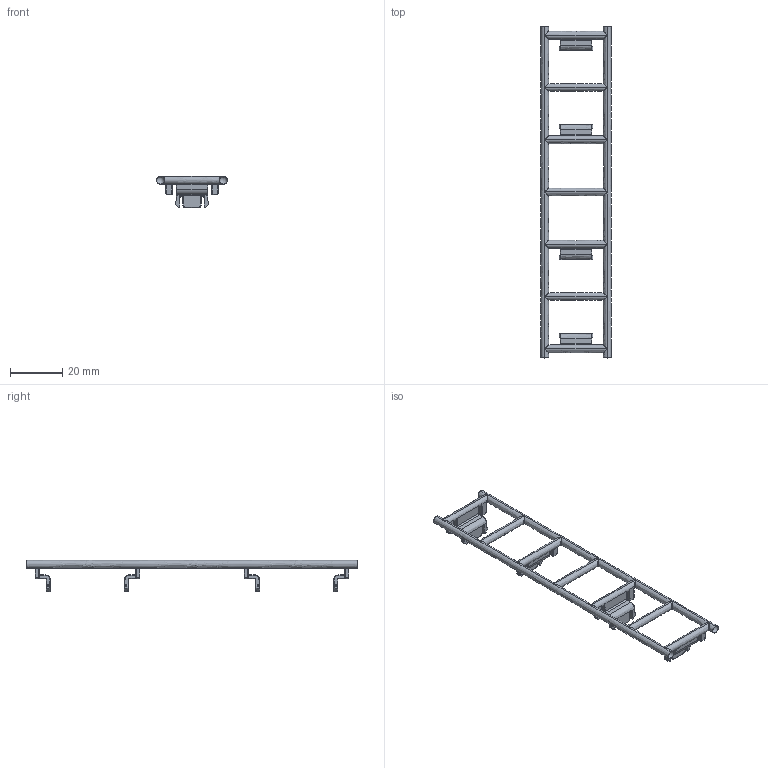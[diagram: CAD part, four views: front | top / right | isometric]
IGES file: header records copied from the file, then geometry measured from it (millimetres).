
Start section: SolidWorks IGES file using analytic representation for surfaces
Global section: file name: 10-10144d.igs; native system: SolidWorks 2012; preprocessor: SolidWorks 2012; author: Administrator; date: 140413.192202; units: millimetre
Bounding box: 27 x 127 x 11.98 mm (x, y, z)
Surface area: 5363.4 mm2 (no closed solid volume)
Topology: 0 solids, 0 shells, 740 faces, 5148 edges, 5052 vertices
Faces by surface type: revolution 404, bspline 336
